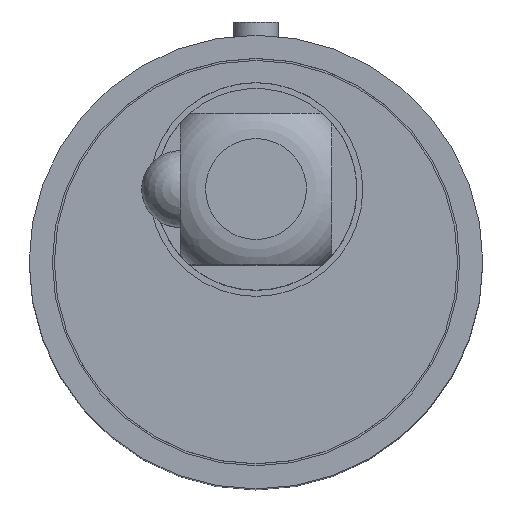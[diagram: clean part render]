
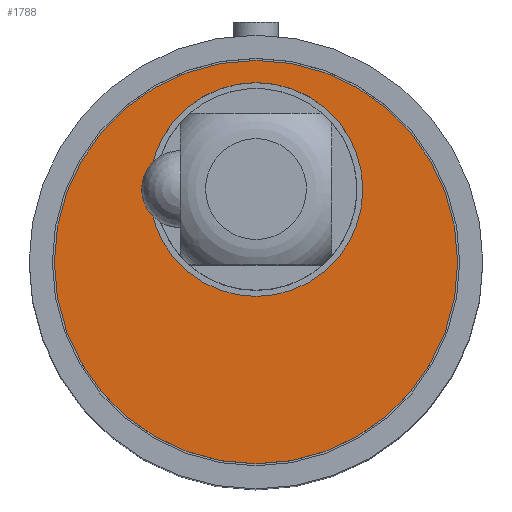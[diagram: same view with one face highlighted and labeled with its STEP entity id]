
A CAD part, top view. The second image highlights one B-rep face of the part: STEP entity #1788.
In plain terms, the highlighted planar face has unit normal (0, 0, 1).
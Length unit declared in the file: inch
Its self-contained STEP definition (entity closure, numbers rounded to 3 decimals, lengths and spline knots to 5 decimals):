
#1734=CARTESIAN_POINT('',(12.33695,15.40398,-3.76379));
#1735=VERTEX_POINT('',#1734);
#1736=CARTESIAN_POINT('',(12.60195,15.40398,-3.76379));
#1737=DIRECTION('',(0.0,0.0,-1.0));
#1738=DIRECTION('',(1.0,0.0,0.0));
#1739=AXIS2_PLACEMENT_3D('',#1736,#1737,#1738);
#1740=CIRCLE('',#1739,0.265);
#1741=EDGE_CURVE('',#1735,#1735,#1740,.T.);
#1762=CARTESIAN_POINT('',(12.10195,15.22398,-3.76379));
#1763=VERTEX_POINT('',#1762);
#1764=CARTESIAN_POINT('',(12.60195,15.22398,-3.76379));
#1765=DIRECTION('',(0.0,0.0,-1.0));
#1766=DIRECTION('',(1.0,0.0,0.0));
#1767=AXIS2_PLACEMENT_3D('',#1764,#1765,#1766);
#1768=CIRCLE('',#1767,0.5);
#1769=EDGE_CURVE('',#1763,#1763,#1768,.T.);
#1777=CARTESIAN_POINT('',(12.60195,15.22398,-3.76379));
#1778=DIRECTION('',(0.0,0.0,-1.0));
#1779=DIRECTION('',(1.0,0.0,0.0));
#1780=AXIS2_PLACEMENT_3D('',#1777,#1778,#1779);
#1781=PLANE('',#1780);
#1782=ORIENTED_EDGE('',*,*,#1769,.F.);
#1783=EDGE_LOOP('',(#1782));
#1784=FACE_OUTER_BOUND('',#1783,.T.);
#1785=ORIENTED_EDGE('',*,*,#1741,.T.);
#1786=EDGE_LOOP('',(#1785));
#1787=FACE_BOUND('',#1786,.T.);
#1788=ADVANCED_FACE('',(#1784,#1787),#1781,.F.);
